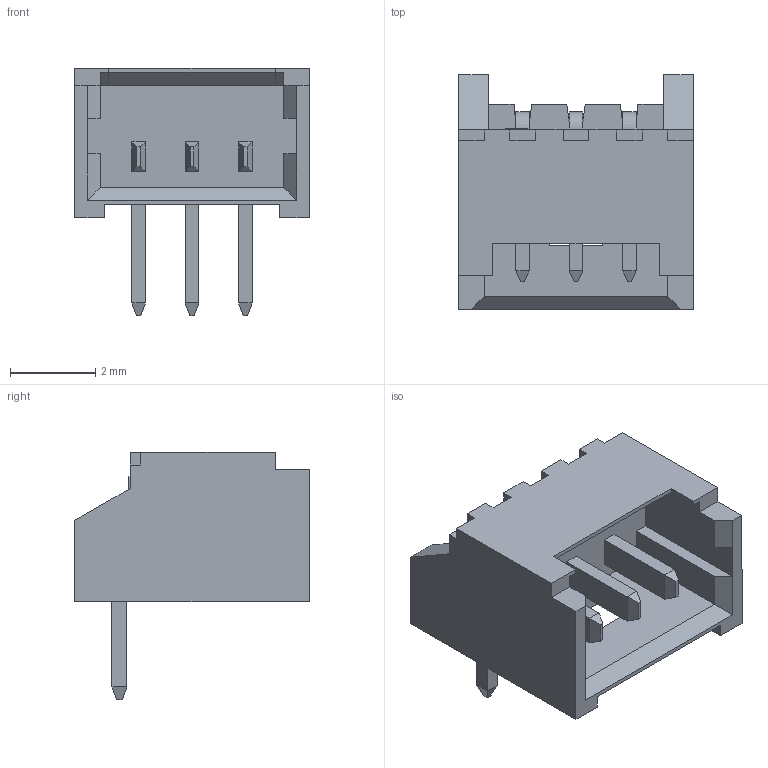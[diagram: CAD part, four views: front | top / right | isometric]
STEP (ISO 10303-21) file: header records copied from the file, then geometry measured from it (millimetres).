
FILE_DESCRIPTION (( 'STEP AP214' ), '1' );
FILE_NAME ('User Library-molex 53048.STEP', '2019-05-15T13:28:14', ( '' ), ( '' ), 'SwSTEP 2.0', 'SolidWorks 2019', '' );
FILE_SCHEMA (( 'AUTOMOTIVE_DESIGN' ));
Length unit declared in the file: millimetre
Products named in the file (1): User Library-molex 53048
Bounding box: 5.5 x 5.5 x 5.8 mm (x, y, z)
Volume: 48.3 mm3; surface area: 189.2 mm2
Topology: 1 solids, 1 shells, 160 faces, 432 edges, 278 vertices
Faces by surface type: plane 152, cylinder 8
Entity records: 6684 total; most frequent: CARTESIAN_POINT 889, ORIENTED_EDGE 864, DIRECTION 758, EDGE_CURVE 432, VECTOR 416, LINE 416, VERTEX_POINT 278, AXIS2_PLACEMENT_3D 171
